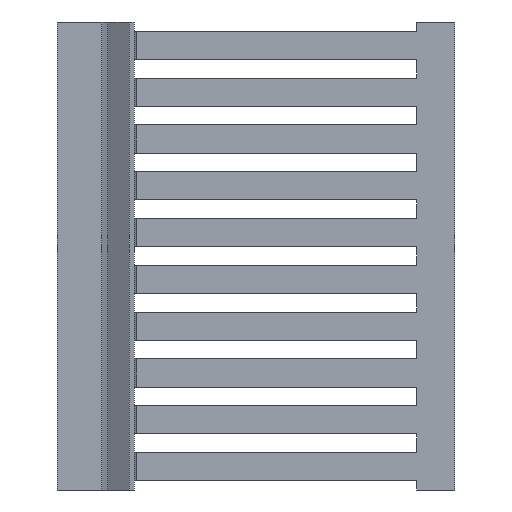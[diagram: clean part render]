
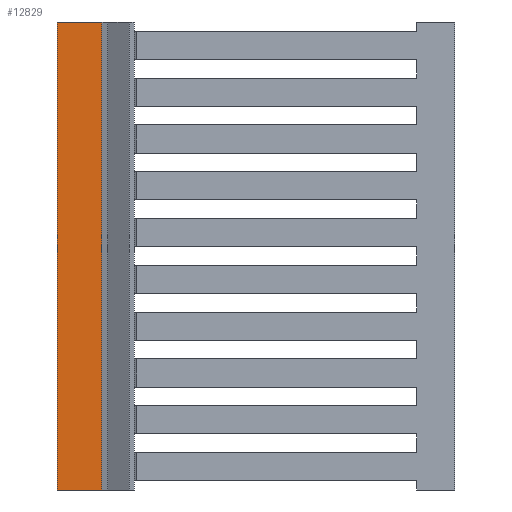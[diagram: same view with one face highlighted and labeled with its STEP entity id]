
A CAD part, left-side view. The second image highlights one B-rep face of the part: STEP entity #12829.
In plain terms, the highlighted planar face has unit normal (-1, 0, 0).
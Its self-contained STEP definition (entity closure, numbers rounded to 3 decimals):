
#12497=DIRECTION('',(0.,1.,0.));
#12498=VECTOR('',#12497,9.56);
#12499=CARTESIAN_POINT('',(-44.,-9.56,0.));
#12500=LINE('1166',#12499,#12498);
#12501=DIRECTION('',(0.,0.,1.));
#12502=VECTOR('',#12501,100.);
#12503=CARTESIAN_POINT('',(-44.,0.,0.));
#12504=LINE('1144',#12503,#12502);
#12505=DIRECTION('',(0.,-1.,0.));
#12506=VECTOR('',#12505,9.56);
#12507=CARTESIAN_POINT('',(-44.,0.,100.));
#12508=LINE('1167',#12507,#12506);
#12509=DIRECTION('',(0.,0.,-1.));
#12510=VECTOR('',#12509,100.);
#12511=CARTESIAN_POINT('',(-44.,-9.56,100.));
#12512=LINE('500',#12511,#12510);
#12641=CARTESIAN_POINT('',(-44.,-9.56,100.));
#12642=CARTESIAN_POINT('',(-44.,-9.56,0.));
#12643=VERTEX_POINT('',#12641);
#12644=VERTEX_POINT('',#12642);
#12653=CARTESIAN_POINT('',(-44.,0.,0.));
#12654=CARTESIAN_POINT('',(-44.,0.,100.));
#12655=VERTEX_POINT('',#12653);
#12656=VERTEX_POINT('',#12654);
#12817=CARTESIAN_POINT('',(-44.,-3.3,0.));
#12818=DIRECTION('',(-1.,0.,0.));
#12819=DIRECTION('',(0.,-1.,0.));
#12820=AXIS2_PLACEMENT_3D('',#12817,#12818,#12819);
#12821=PLANE('525',#12820);
#12822=ORIENTED_EDGE('1166',*,*,#12728,.T.);
#12824=ORIENTED_EDGE('1144',*,*,#12823,.T.);
#12825=ORIENTED_EDGE('1167',*,*,#12788,.T.);
#12826=ORIENTED_EDGE('500',*,*,#12775,.T.);
#12827=EDGE_LOOP('525',(#12822,#12824,#12825,#12826));
#12828=FACE_OUTER_BOUND('525',#12827,.F.);
#12829=ADVANCED_FACE('525',(#12828),#12821,.T.);
#12728=EDGE_CURVE('1166',#12644,#12655,#12500,.T.);
#12775=EDGE_CURVE('500',#12643,#12644,#12512,.T.);
#12788=EDGE_CURVE('1167',#12656,#12643,#12508,.T.);
#12823=EDGE_CURVE('1144',#12655,#12656,#12504,.T.);
